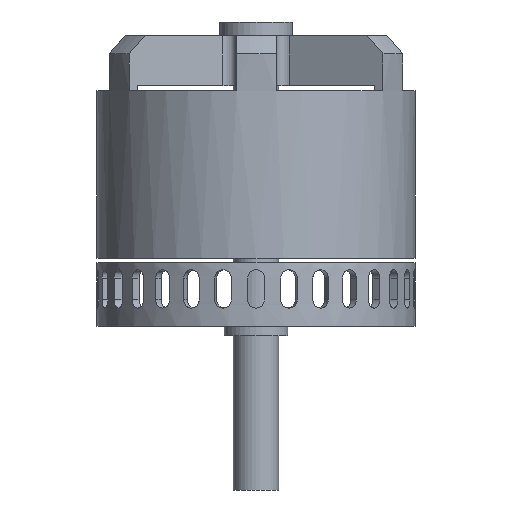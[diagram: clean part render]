
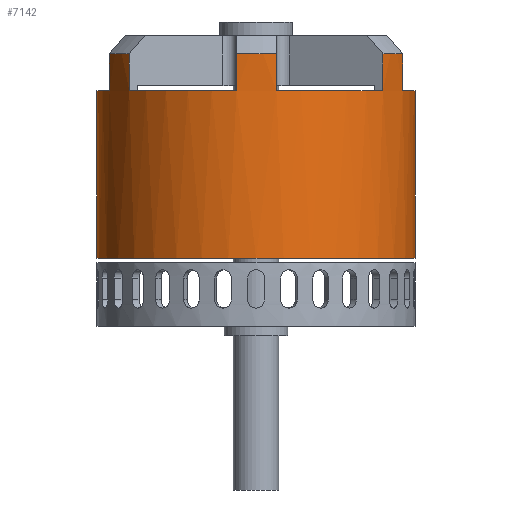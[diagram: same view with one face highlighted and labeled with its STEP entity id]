
A CAD part, front view. The second image highlights one B-rep face of the part: STEP entity #7142.
In plain terms, the highlighted cylindrical face has radius 17.5 mm (diameter 35 mm), a partial arc.
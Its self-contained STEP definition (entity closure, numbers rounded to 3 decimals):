
#2 = CARTESIAN_POINT ( 'NONE',  ( -13.953, -10.563, 25.957 ) ) ;
#24 = AXIS2_PLACEMENT_3D ( 'NONE', #8470, #831, #4653 ) ;
#44 = ORIENTED_EDGE ( 'NONE', *, *, #4574, .T. ) ;
#45 = LINE ( 'NONE', #2241, #7420 ) ;
#147 = AXIS2_PLACEMENT_3D ( 'NONE', #336, #2583, #9431 ) ;
#155 = CARTESIAN_POINT ( 'NONE',  ( 0., 0., 30. ) ) ;
#336 = CARTESIAN_POINT ( 'NONE',  ( 0., 0., 25.957 ) ) ;
#525 = VERTEX_POINT ( 'NONE', #5709 ) ;
#578 = ORIENTED_EDGE ( 'NONE', *, *, #608, .F. ) ;
#608 = EDGE_CURVE ( 'NONE', #9042, #6775, #5393, .T. ) ;
#671 = CIRCLE ( 'NONE', #4561, 17.5 ) ;
#729 = VERTEX_POINT ( 'NONE', #1160 ) ;
#790 = CIRCLE ( 'NONE', #147, 17.5 ) ;
#830 = ORIENTED_EDGE ( 'NONE', *, *, #2601, .T. ) ;
#831 = DIRECTION ( 'NONE',  ( 0., 0., -1. ) ) ;
#912 = VERTEX_POINT ( 'NONE', #2 ) ;
#964 = AXIS2_PLACEMENT_3D ( 'NONE', #8134, #8328, #5969 ) ;
#1001 = AXIS2_PLACEMENT_3D ( 'NONE', #155, #7190, #6293 ) ;
#1122 = VERTEX_POINT ( 'NONE', #9459 ) ;
#1156 = EDGE_CURVE ( 'NONE', #3891, #6219, #7941, .T. ) ;
#1160 = CARTESIAN_POINT ( 'NONE',  ( -13.953, -10.563, 30. ) ) ;
#1225 = CARTESIAN_POINT ( 'NONE',  ( -16.14, -6.765, 30. ) ) ;
#1246 = CARTESIAN_POINT ( 'NONE',  ( 16.149, -6.742, 30. ) ) ;
#1319 = CARTESIAN_POINT ( 'NONE',  ( -2.144, -17.368, 25.957 ) ) ;
#1334 = DIRECTION ( 'NONE',  ( 0., 0., -1. ) ) ;
#1341 = VERTEX_POINT ( 'NONE', #3407 ) ;
#1398 = AXIS2_PLACEMENT_3D ( 'NONE', #2691, #5976, #6694 ) ;
#1481 = LINE ( 'NONE', #2389, #2422 ) ;
#1520 = DIRECTION ( 'NONE',  ( -1., 0., 0. ) ) ;
#1662 = VERTEX_POINT ( 'NONE', #7999 ) ;
#1727 = EDGE_LOOP ( 'NONE', ( #2552, #9664, #8051, #5457, #3217, #8047, #2328, #7465, #3732, #44, #830, #4642, #578, #1854, #6324, #4605 ) ) ;
#1757 = CIRCLE ( 'NONE', #8222, 17.5 ) ;
#1799 = CIRCLE ( 'NONE', #24, 17.5 ) ;
#1854 = ORIENTED_EDGE ( 'NONE', *, *, #5781, .T. ) ;
#2011 = EDGE_CURVE ( 'NONE', #2833, #525, #2558, .T. ) ;
#2034 = CYLINDRICAL_SURFACE ( 'NONE', #964, 17.5 ) ;
#2083 = CARTESIAN_POINT ( 'NONE',  ( 0., 0., 30. ) ) ;
#2090 = LINE ( 'NONE', #1319, #3017 ) ;
#2228 = DIRECTION ( 'NONE',  ( -1., 0., 0. ) ) ;
#2241 = CARTESIAN_POINT ( 'NONE',  ( 17.5, 0., 26.5 ) ) ;
#2274 = CARTESIAN_POINT ( 'NONE',  ( 2.239, -17.356, 30. ) ) ;
#2306 = VECTOR ( 'NONE', #7119, 1000. ) ;
#2328 = ORIENTED_EDGE ( 'NONE', *, *, #4282, .T. ) ;
#2389 = CARTESIAN_POINT ( 'NONE',  ( 2.239, -17.356, 25.957 ) ) ;
#2422 = VECTOR ( 'NONE', #5463, 1000. ) ;
#2552 = ORIENTED_EDGE ( 'NONE', *, *, #5789, .F. ) ;
#2558 = LINE ( 'NONE', #5940, #6200 ) ;
#2583 = DIRECTION ( 'NONE',  ( 0., 0., -1. ) ) ;
#2601 = EDGE_CURVE ( 'NONE', #912, #729, #5665, .T. ) ;
#2635 = DIRECTION ( 'NONE',  ( -1., 0., 0. ) ) ;
#2691 = CARTESIAN_POINT ( 'NONE',  ( 0., 0., 25.957 ) ) ;
#2722 = EDGE_CURVE ( 'NONE', #729, #6775, #7122, .T. ) ;
#2833 = VERTEX_POINT ( 'NONE', #7573 ) ;
#2876 = DIRECTION ( 'NONE',  ( 0., 0., 1. ) ) ;
#2901 = EDGE_CURVE ( 'NONE', #525, #4094, #3761, .T. ) ;
#3003 = CARTESIAN_POINT ( 'NONE',  ( 0., 0., 25.957 ) ) ;
#3017 = VECTOR ( 'NONE', #5772, 1000. ) ;
#3217 = ORIENTED_EDGE ( 'NONE', *, *, #4802, .F. ) ;
#3407 = CARTESIAN_POINT ( 'NONE',  ( 13.967, -10.543, 25.957 ) ) ;
#3720 = VECTOR ( 'NONE', #2876, 1000. ) ;
#3732 = ORIENTED_EDGE ( 'NONE', *, *, #4514, .F. ) ;
#3761 = CIRCLE ( 'NONE', #9543, 17.5 ) ;
#3772 = CARTESIAN_POINT ( 'NONE',  ( 2.239, -17.356, 25.957 ) ) ;
#3891 = VERTEX_POINT ( 'NONE', #1246 ) ;
#3982 = CIRCLE ( 'NONE', #1398, 17.5 ) ;
#4094 = VERTEX_POINT ( 'NONE', #6651 ) ;
#4099 = DIRECTION ( 'NONE',  ( 0., 0., 1. ) ) ;
#4241 = AXIS2_PLACEMENT_3D ( 'NONE', #2083, #8985, #2635 ) ;
#4282 = EDGE_CURVE ( 'NONE', #7778, #8601, #1481, .T. ) ;
#4509 = DIRECTION ( 'NONE',  ( 1., 0., 0. ) ) ;
#4514 = EDGE_CURVE ( 'NONE', #8169, #9889, #2090, .T. ) ;
#4561 = AXIS2_PLACEMENT_3D ( 'NONE', #8520, #6310, #2228 ) ;
#4574 = EDGE_CURVE ( 'NONE', #8169, #912, #3982, .T. ) ;
#4605 = ORIENTED_EDGE ( 'NONE', *, *, #2901, .T. ) ;
#4610 = CARTESIAN_POINT ( 'NONE',  ( 13.967, -10.543, 30. ) ) ;
#4620 = DIRECTION ( 'NONE',  ( 0., 0., -1. ) ) ;
#4642 = ORIENTED_EDGE ( 'NONE', *, *, #2722, .T. ) ;
#4653 = DIRECTION ( 'NONE',  ( -1., 0., 0. ) ) ;
#4802 = EDGE_CURVE ( 'NONE', #1341, #6219, #4853, .T. ) ;
#4853 = LINE ( 'NONE', #8726, #8969 ) ;
#5218 = DIRECTION ( 'NONE',  ( 0., 0., 1. ) ) ;
#5393 = LINE ( 'NONE', #6954, #9189 ) ;
#5457 = ORIENTED_EDGE ( 'NONE', *, *, #1156, .T. ) ;
#5463 = DIRECTION ( 'NONE',  ( 0., 0., 1. ) ) ;
#5665 = LINE ( 'NONE', #9432, #2306 ) ;
#5709 = CARTESIAN_POINT ( 'NONE',  ( -17.5, 0., 7.5 ) ) ;
#5772 = DIRECTION ( 'NONE',  ( 0., 0., 1. ) ) ;
#5781 = EDGE_CURVE ( 'NONE', #9042, #2833, #1757, .T. ) ;
#5789 = EDGE_CURVE ( 'NONE', #1662, #4094, #45, .T. ) ;
#5940 = CARTESIAN_POINT ( 'NONE',  ( -17.5, 0., 26.5 ) ) ;
#5944 = EDGE_CURVE ( 'NONE', #1341, #7778, #790, .T. ) ;
#5955 = LINE ( 'NONE', #9792, #3720 ) ;
#5969 = DIRECTION ( 'NONE',  ( -1., 0., 0. ) ) ;
#5976 = DIRECTION ( 'NONE',  ( 0., 0., -1. ) ) ;
#6200 = VECTOR ( 'NONE', #1334, 1000. ) ;
#6219 = VERTEX_POINT ( 'NONE', #4610 ) ;
#6293 = DIRECTION ( 'NONE',  ( -1., 0., 0. ) ) ;
#6310 = DIRECTION ( 'NONE',  ( 0., 0., -1. ) ) ;
#6324 = ORIENTED_EDGE ( 'NONE', *, *, #2011, .T. ) ;
#6397 = CARTESIAN_POINT ( 'NONE',  ( -16.14, -6.765, 25.957 ) ) ;
#6651 = CARTESIAN_POINT ( 'NONE',  ( 17.5, 0., 7.5 ) ) ;
#6694 = DIRECTION ( 'NONE',  ( -1., 0., 0. ) ) ;
#6775 = VERTEX_POINT ( 'NONE', #1225 ) ;
#6954 = CARTESIAN_POINT ( 'NONE',  ( -16.14, -6.765, 25.957 ) ) ;
#7119 = DIRECTION ( 'NONE',  ( 0., 0., 1. ) ) ;
#7122 = CIRCLE ( 'NONE', #4241, 17.5 ) ;
#7142 = ADVANCED_FACE ( 'NONE', ( #7437 ), #2034, .T. ) ;
#7190 = DIRECTION ( 'NONE',  ( 0., 0., -1. ) ) ;
#7420 = VECTOR ( 'NONE', #4620, 1000. ) ;
#7437 = FACE_OUTER_BOUND ( 'NONE', #1727, .T. ) ;
#7465 = ORIENTED_EDGE ( 'NONE', *, *, #9661, .T. ) ;
#7497 = EDGE_CURVE ( 'NONE', #1122, #3891, #5955, .T. ) ;
#7573 = CARTESIAN_POINT ( 'NONE',  ( -17.5, 0., 25.957 ) ) ;
#7643 = DIRECTION ( 'NONE',  ( 0., 0., -1. ) ) ;
#7778 = VERTEX_POINT ( 'NONE', #3772 ) ;
#7941 = CIRCLE ( 'NONE', #1001, 17.5 ) ;
#7999 = CARTESIAN_POINT ( 'NONE',  ( 17.5, 0., 25.957 ) ) ;
#8047 = ORIENTED_EDGE ( 'NONE', *, *, #5944, .T. ) ;
#8051 = ORIENTED_EDGE ( 'NONE', *, *, #7497, .T. ) ;
#8134 = CARTESIAN_POINT ( 'NONE',  ( 0., 0., 26.5 ) ) ;
#8169 = VERTEX_POINT ( 'NONE', #8937 ) ;
#8222 = AXIS2_PLACEMENT_3D ( 'NONE', #3003, #7643, #1520 ) ;
#8259 = CARTESIAN_POINT ( 'NONE',  ( -2.144, -17.368, 30. ) ) ;
#8328 = DIRECTION ( 'NONE',  ( 0., 0., -1. ) ) ;
#8462 = DIRECTION ( 'NONE',  ( 0., 0., 1. ) ) ;
#8470 = CARTESIAN_POINT ( 'NONE',  ( 0., 0., 30. ) ) ;
#8520 = CARTESIAN_POINT ( 'NONE',  ( 0., 0., 25.957 ) ) ;
#8601 = VERTEX_POINT ( 'NONE', #2274 ) ;
#8726 = CARTESIAN_POINT ( 'NONE',  ( 13.967, -10.543, 25.957 ) ) ;
#8937 = CARTESIAN_POINT ( 'NONE',  ( -2.144, -17.368, 25.957 ) ) ;
#8969 = VECTOR ( 'NONE', #4099, 1000. ) ;
#8985 = DIRECTION ( 'NONE',  ( 0., 0., -1. ) ) ;
#9036 = CARTESIAN_POINT ( 'NONE',  ( 0., 0., 7.5 ) ) ;
#9042 = VERTEX_POINT ( 'NONE', #6397 ) ;
#9189 = VECTOR ( 'NONE', #8462, 1000. ) ;
#9431 = DIRECTION ( 'NONE',  ( -1., 0., 0. ) ) ;
#9432 = CARTESIAN_POINT ( 'NONE',  ( -13.953, -10.563, 25.957 ) ) ;
#9459 = CARTESIAN_POINT ( 'NONE',  ( 16.149, -6.742, 25.957 ) ) ;
#9543 = AXIS2_PLACEMENT_3D ( 'NONE', #9036, #5218, #4509 ) ;
#9661 = EDGE_CURVE ( 'NONE', #8601, #9889, #1799, .T. ) ;
#9664 = ORIENTED_EDGE ( 'NONE', *, *, #9673, .T. ) ;
#9673 = EDGE_CURVE ( 'NONE', #1662, #1122, #671, .T. ) ;
#9792 = CARTESIAN_POINT ( 'NONE',  ( 16.149, -6.742, 25.957 ) ) ;
#9889 = VERTEX_POINT ( 'NONE', #8259 ) ;
